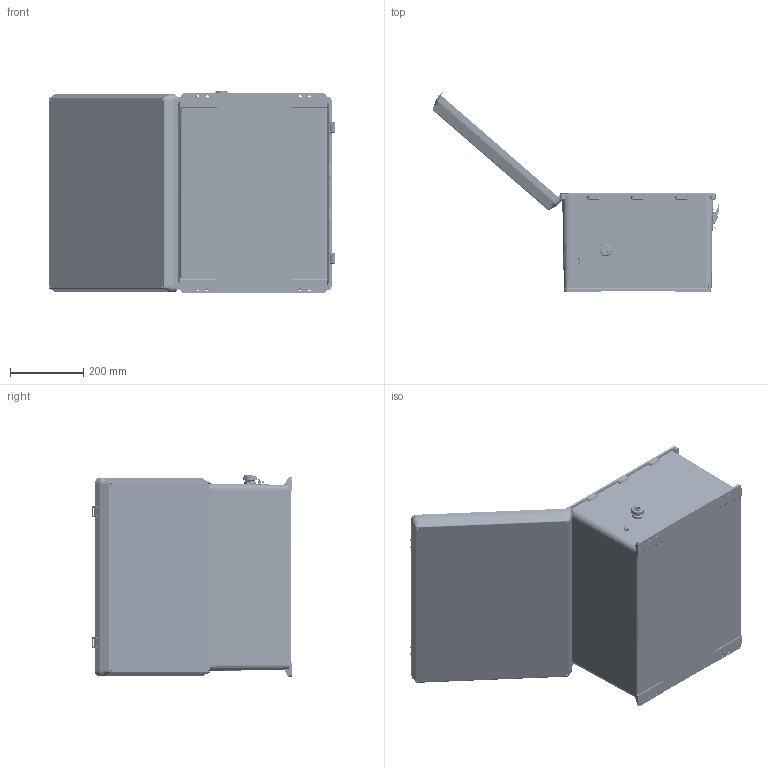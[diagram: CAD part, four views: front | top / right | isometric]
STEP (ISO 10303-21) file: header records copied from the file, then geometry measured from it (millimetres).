
FILE_DESCRIPTION (( 'STEP AP214' ), '1' );
FILE_NAME ('NB201611-100.STEP', '2014-12-03T12:47:03', ( 'L-Com' ), ( 'L-Com Global Connectivity' ), 'SwSTEP 2.0', 'SolidWorks 2014', '' );
FILE_SCHEMA (( 'AUTOMOTIVE_DESIGN' ));
Length unit declared in the file: inch
Products named in the file (30): NB201611-lid; XFS-0067_XFS-0067; NB201611-box; XFW-0004; XFS-0006; NB201611-100; XFN-0013; XCTB-0002; NEMA_201611_GroundWire; XMH-0010; XCT-0005; XFN-0003; XFS-0026; XCT-0010; XC-0003; XFS-0066_90272A147; XMH-0007; XFN-0022; XFS-0077; X-ASSY-HYP285-1; XFW-0002; XERZ-V20D241; 1BE04-052; X-PCB-HYP285; NB201611-Hinge; XFS-0017; NB201611-DoorClasp-1; XF797-02; NB201611-DoorClasp-2; XFS-0032_91735A151
Assembly tree (56 placements, depth 3):
  NB201611-100
    NB201611-box
    NB201611-lid
    NB201611-DoorClasp-2  x2
    NB201611-DoorClasp-1  x2
    NB201611-Hinge  x2
    1BE04-052
    XFW-0002  x5
    XFS-0077  x4
    XMH-0007  x4
    XC-0003
    XCT-0010  x2
    XFS-0026
    XFN-0003  x2
    XCT-0005
    XMH-0010  x2
    NEMA_201611_GroundWire
    XCTB-0002
    XFN-0013  x2
    XFS-0006  x2
    XFW-0004  x2
    XFS-0067_XFS-0067  x2
    XFS-0032_91735A151  x2
    XF797-02
    XFS-0017  x3
    X-ASSY-HYP285-1
      X-PCB-HYP285
      XERZ-V20D241  x3
    XFN-0022  x2
    XFS-0066_90272A147  x2
Bounding box: 784.13 x 545.3 x 552.97 mm (x, y, z)
Volume: 4126469.3 mm3; surface area: 2534510.4 mm2
Topology: 62 solids, 63 shells, 5723 faces, 14587 edges, 9069 vertices
Faces by surface type: cylinder 1999, plane 1802, cone 1301, torus 454, bspline 130, sphere 37
Entity records: 128947 total; most frequent: CARTESIAN_POINT 35556, ORIENTED_EDGE 16672, DIRECTION 16569, EDGE_CURVE 8336, AXIS2_PLACEMENT_3D 6226, VERTEX_POINT 5203, LINE 4117, VECTOR 4117
